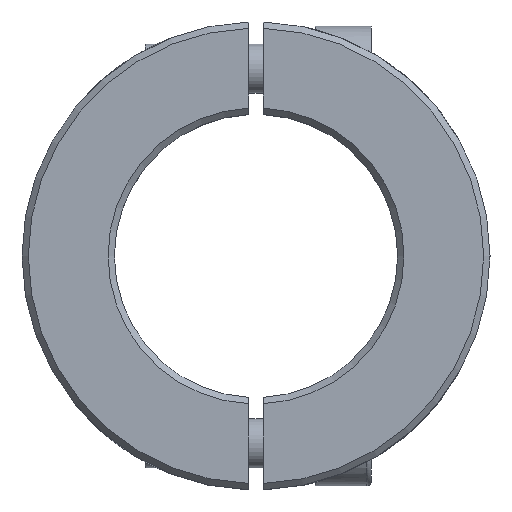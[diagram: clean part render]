
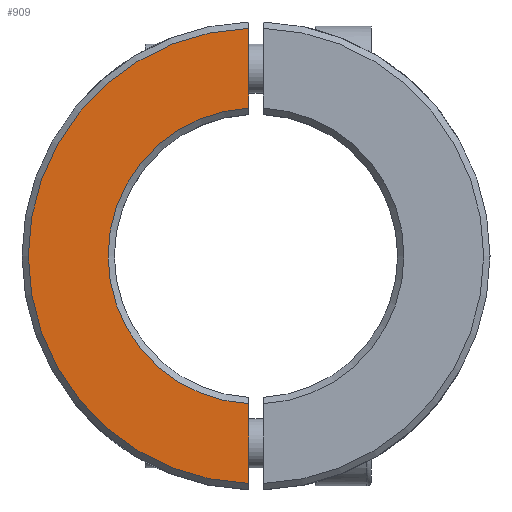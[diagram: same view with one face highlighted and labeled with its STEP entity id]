
A CAD part, top view. The second image highlights one B-rep face of the part: STEP entity #909.
In plain terms, the highlighted planar face has unit normal (0, 0, 1).
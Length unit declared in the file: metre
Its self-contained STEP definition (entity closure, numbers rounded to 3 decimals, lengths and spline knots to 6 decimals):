
#27=LINE('',#1470,#89);
#28=LINE('',#1474,#90);
#89=VECTOR('',#1120,1.);
#90=VECTOR('',#1123,1.);
#147=PLANE('',#992);
#257=ORIENTED_EDGE('',*,*,#510,.F.);
#258=ORIENTED_EDGE('',*,*,#512,.F.);
#259=ORIENTED_EDGE('',*,*,#513,.T.);
#260=ORIENTED_EDGE('',*,*,#514,.F.);
#510=EDGE_CURVE('',#634,#635,#709,.T.);
#512=EDGE_CURVE('',#636,#634,#27,.T.);
#513=EDGE_CURVE('',#636,#637,#710,.T.);
#514=EDGE_CURVE('',#635,#637,#28,.T.);
#634=VERTEX_POINT('',#1462);
#635=VERTEX_POINT('',#1464);
#636=VERTEX_POINT('',#1471);
#637=VERTEX_POINT('',#1473);
#709=CIRCLE('',#991,0.025518);
#710=CIRCLE('',#993,0.016582);
#750=EDGE_LOOP('',(#257,#258,#259,#260));
#824=FACE_BOUND('',#750,.T.);
#909=ADVANCED_FACE('',(#824),#147,.F.);
#991=AXIS2_PLACEMENT_3D('',#1463,#1116,#1117);
#992=AXIS2_PLACEMENT_3D('',#1469,#1118,#1119);
#993=AXIS2_PLACEMENT_3D('',#1472,#1121,#1122);
#1116=DIRECTION('',(0.,0.,-1.));
#1117=DIRECTION('',(-1.,0.,0.));
#1118=DIRECTION('',(0.,0.,-1.));
#1119=DIRECTION('',(-1.,0.,0.));
#1120=DIRECTION('',(0.,-1.,0.));
#1121=DIRECTION('',(0.,0.,-1.));
#1122=DIRECTION('',(-1.,0.,0.));
#1123=DIRECTION('',(0.,-1.,0.));
#1462=CARTESIAN_POINT('',(-0.000825,-0.025505,0.));
#1463=CARTESIAN_POINT('',(0.,0.,0.));
#1464=CARTESIAN_POINT('',(-0.000825,0.025505,0.));
#1469=CARTESIAN_POINT('',(0.025518,0.,0.));
#1470=CARTESIAN_POINT('',(-0.000825,0.048314,0.));
#1471=CARTESIAN_POINT('',(-0.000825,-0.016562,0.));
#1472=CARTESIAN_POINT('',(0.,0.,0.));
#1473=CARTESIAN_POINT('',(-0.000825,0.016562,0.));
#1474=CARTESIAN_POINT('',(-0.000825,0.048314,0.));
